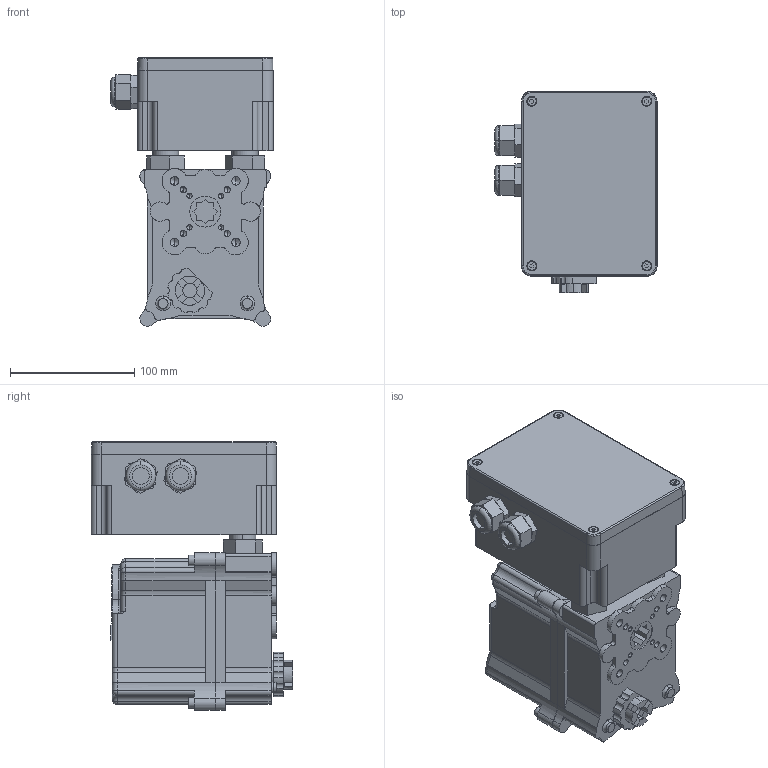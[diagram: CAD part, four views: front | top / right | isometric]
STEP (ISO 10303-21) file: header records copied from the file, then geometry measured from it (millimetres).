
FILE_DESCRIPTION (( 'STEP AP214' ), '1' );
FILE_NAME ('5630-HQ-006+PCU.STEP', '2014-04-19T18:23:42', ( 'JR' ), ( 'HP' ), 'SwSTEP 2.0', 'SolidWorks 2014', '' );
FILE_SCHEMA (( 'AUTOMOTIVE_DESIGN' ));
Length unit declared in the file: millimetre
Products named in the file (1): 5630-HQ-006+PCU
Bounding box: 130.6 x 162.4 x 216.4 mm (x, y, z)
Volume: 2544775.4 mm3; surface area: 163280.1 mm2
Topology: 1 solids, 1 shells, 639 faces, 1636 edges, 1016 vertices
Faces by surface type: plane 309, cylinder 248, torus 34, bspline 24, cone 24
Entity records: 21696 total; most frequent: CARTESIAN_POINT 4986, DIRECTION 3368, ORIENTED_EDGE 3208, EDGE_CURVE 1604, AXIS2_PLACEMENT_3D 1214, VERTEX_POINT 1016, VECTOR 940, LINE 940
